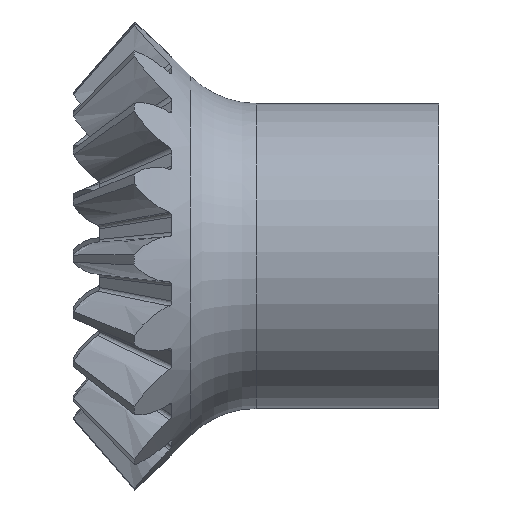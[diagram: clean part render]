
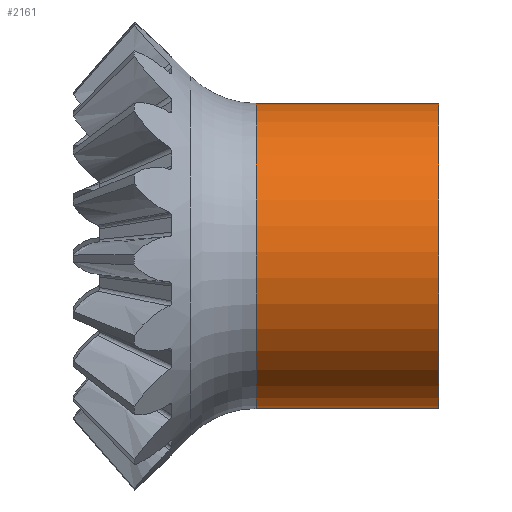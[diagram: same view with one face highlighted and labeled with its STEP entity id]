
A CAD part, left-side view. The second image highlights one B-rep face of the part: STEP entity #2161.
In plain terms, the highlighted cylindrical face has radius 9.95 mm (diameter 19.9 mm), a full revolution.
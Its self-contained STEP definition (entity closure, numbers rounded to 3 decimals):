
#125=CYLINDRICAL_SURFACE('',#2325,9.95);
#132=LINE('',#3649,#248);
#248=VECTOR('',#2469,11.924);
#547=FACE_OUTER_BOUND('',#671,.T.);
#671=EDGE_LOOP('',(#1575,#1576,#1577,#1578,#1579));
#801=CIRCLE('',#2303,9.95);
#802=CIRCLE('',#2304,9.95);
#822=CIRCLE('',#2326,9.95);
#873=VERTEX_POINT('',#2756);
#874=VERTEX_POINT('',#2758);
#984=VERTEX_POINT('',#3648);
#1108=EDGE_CURVE('',#873,#874,#801,.T.);
#1109=EDGE_CURVE('',#874,#873,#802,.T.);
#1220=EDGE_CURVE('',#874,#984,#132,.T.);
#1221=EDGE_CURVE('',#984,#984,#822,.T.);
#1575=ORIENTED_EDGE('',*,*,#1109,.F.);
#1576=ORIENTED_EDGE('',*,*,#1220,.T.);
#1577=ORIENTED_EDGE('',*,*,#1221,.T.);
#1578=ORIENTED_EDGE('',*,*,#1220,.F.);
#1579=ORIENTED_EDGE('',*,*,#1108,.F.);
#2161=ADVANCED_FACE('',(#547),#125,.T.);
#2303=AXIS2_PLACEMENT_3D('',#2759,#2422,#2423);
#2304=AXIS2_PLACEMENT_3D('',#2760,#2424,#2425);
#2325=AXIS2_PLACEMENT_3D('',#3647,#2467,#2468);
#2326=AXIS2_PLACEMENT_3D('',#3650,#2470,#2471);
#2422=DIRECTION('center_axis',(-1.,0.,0.));
#2423=DIRECTION('ref_axis',(0.,0.,1.));
#2424=DIRECTION('center_axis',(-1.,0.,0.));
#2425=DIRECTION('ref_axis',(0.,0.,1.));
#2467=DIRECTION('center_axis',(-1.,0.,0.));
#2468=DIRECTION('ref_axis',(0.,0.,1.));
#2469=DIRECTION('',(1.,0.,0.));
#2470=DIRECTION('center_axis',(-1.,0.,0.));
#2471=DIRECTION('ref_axis',(0.,0.,1.));
#2756=CARTESIAN_POINT('',(2.953,0.,9.95));
#2758=CARTESIAN_POINT('',(2.953,0.,-9.95));
#2759=CARTESIAN_POINT('Origin',(2.953,0.,0.));
#2760=CARTESIAN_POINT('Origin',(2.953,0.,0.));
#3647=CARTESIAN_POINT('Origin',(500000.,0.,0.));
#3648=CARTESIAN_POINT('',(14.86,0.,-9.95));
#3649=CARTESIAN_POINT('',(500000.,0.,-9.95));
#3650=CARTESIAN_POINT('Origin',(14.86,0.,0.));
